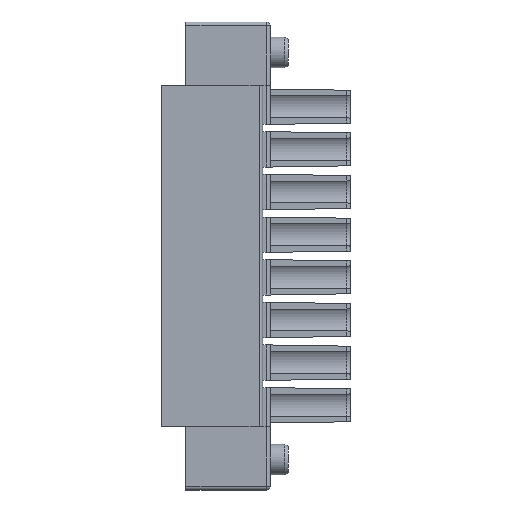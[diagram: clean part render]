
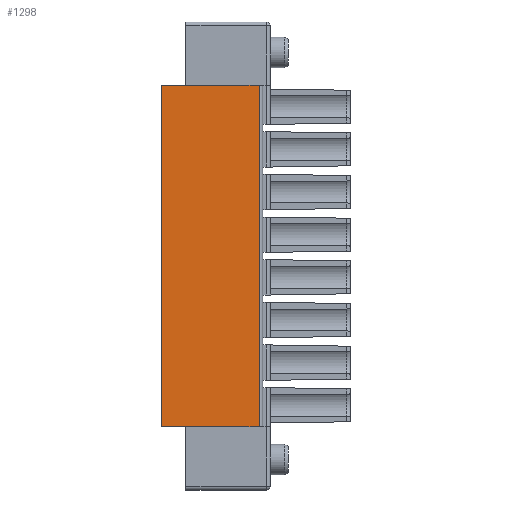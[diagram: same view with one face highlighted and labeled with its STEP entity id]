
A CAD part, front view. The second image highlights one B-rep face of the part: STEP entity #1298.
In plain terms, the highlighted planar face has unit normal (0, -1, 0).
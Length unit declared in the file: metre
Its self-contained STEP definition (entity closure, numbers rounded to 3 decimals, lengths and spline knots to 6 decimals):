
#1298=ADVANCED_FACE('',(#3042),#3043,.T.);
#3042=FACE_OUTER_BOUND('',#5239,.T.);
#3043=PLANE('',#5240);
#5239=EDGE_LOOP('',(#9111,#9112,#9113,#9114));
#5240=AXIS2_PLACEMENT_3D('',#9115,#9116,#9117);
#9111=ORIENTED_EDGE('',*,*,#14136,.F.);
#9112=ORIENTED_EDGE('',*,*,#14137,.F.);
#9113=ORIENTED_EDGE('',*,*,#14138,.T.);
#9114=ORIENTED_EDGE('',*,*,#13958,.T.);
#9115=CARTESIAN_POINT('',(0.21085,0.019524,-0.0032));
#9116=DIRECTION('',(0.,-1.0,0.));
#9117=DIRECTION('',(0.0,0.,-1.0));
#13958=EDGE_CURVE('',#17095,#17093,#17096,.T.);
#14136=EDGE_CURVE('',#17365,#17093,#17366,.T.);
#14137=EDGE_CURVE('',#17367,#17365,#17368,.T.);
#14138=EDGE_CURVE('',#17367,#17095,#17369,.T.);
#17093=VERTEX_POINT('',#21718);
#17095=VERTEX_POINT('',#21720);
#17096=LINE('',#21721,#21722);
#17365=VERTEX_POINT('',#22101);
#17366=LINE('',#22102,#22103);
#17367=VERTEX_POINT('',#22104);
#17368=LINE('',#22105,#22106);
#17369=LINE('',#22107,#22108);
#21718=CARTESIAN_POINT('',(0.21085,0.019524,-0.0137));
#21720=CARTESIAN_POINT('',(0.20285,0.019524,-0.0137));
#21721=CARTESIAN_POINT('',(0.21805,0.019524,-0.0137));
#21722=VECTOR('',#25563,1.0);
#22101=CARTESIAN_POINT('',(0.21085,0.019524,0.0143));
#22102=CARTESIAN_POINT('',(0.21085,0.019524,-0.0032));
#22103=VECTOR('',#25761,1.0);
#22104=CARTESIAN_POINT('',(0.20285,0.019524,0.0143));
#22105=CARTESIAN_POINT('',(0.21805,0.019524,0.0143));
#22106=VECTOR('',#25762,1.0);
#22107=CARTESIAN_POINT('',(0.20285,0.019524,-0.0032));
#22108=VECTOR('',#25763,1.0);
#25563=DIRECTION('',(1.0,0.,0.));
#25761=DIRECTION('',(0.,0.,-1.0));
#25762=DIRECTION('',(1.0,0.,0.));
#25763=DIRECTION('',(0.,0.,-1.0));
